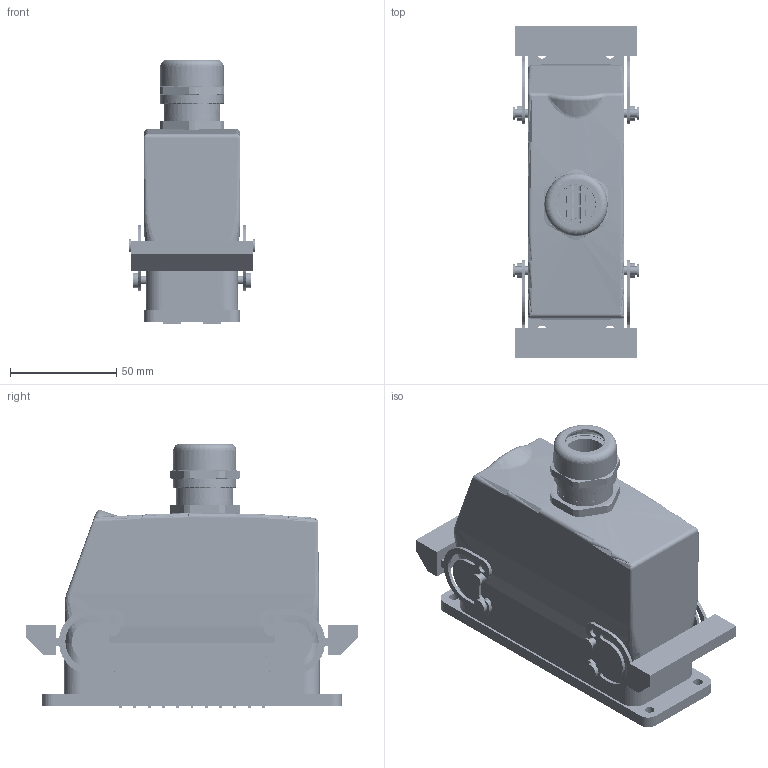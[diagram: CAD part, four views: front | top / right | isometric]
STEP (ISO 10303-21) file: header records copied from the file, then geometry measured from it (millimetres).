
FILE_DESCRIPTION(('CATIA V5 STEP Exchange','CAx-IF Rec.Pracs.--- Model Styling and Organization---1.5--- 2016-08-15','CAx-IF Rec.Pracs.---Supplemental Geometry---1.0---2011-11-01','CAx-IF Rec.Pracs.--- Composite Materials ---1.1---2010-07-15'),'2;1');
FILE_NAME ('005104-1_2', '2025-09-04T12:07:07+00:00', ('none'), ('Weidmueller'), 'CATIA Version 5-6 Release 2024 SP4', 'CATIA V5 STEP AP214 v3', 'none');
FILE_SCHEMA(('AUTOMOTIVE_DESIGN { 1 0 10303 214 1 1 1 1 }'));
Products named in the file (1): 1061800000
Bounding box: 59 x 156 x 124.36 mm (x, y, z)
Volume: 292546.6 mm3; surface area: 168885.3 mm2
Topology: 2 solids, 103 shells, 7590 faces, 22625 edges, 14980 vertices
Faces by surface type: plane 4885, cylinder 1590, cone 672, torus 241, sphere 96, bspline 78, extrusion 20, revolution 8
Entity records: 250851 total; most frequent: CARTESIAN_POINT 62344, ORIENTED_EDGE 44926, DIRECTION 29610, EDGE_CURVE 22463, VECTOR 16102, LINE 16082, VERTEX_POINT 14980, AXIS2_PLACEMENT_3D 8853
